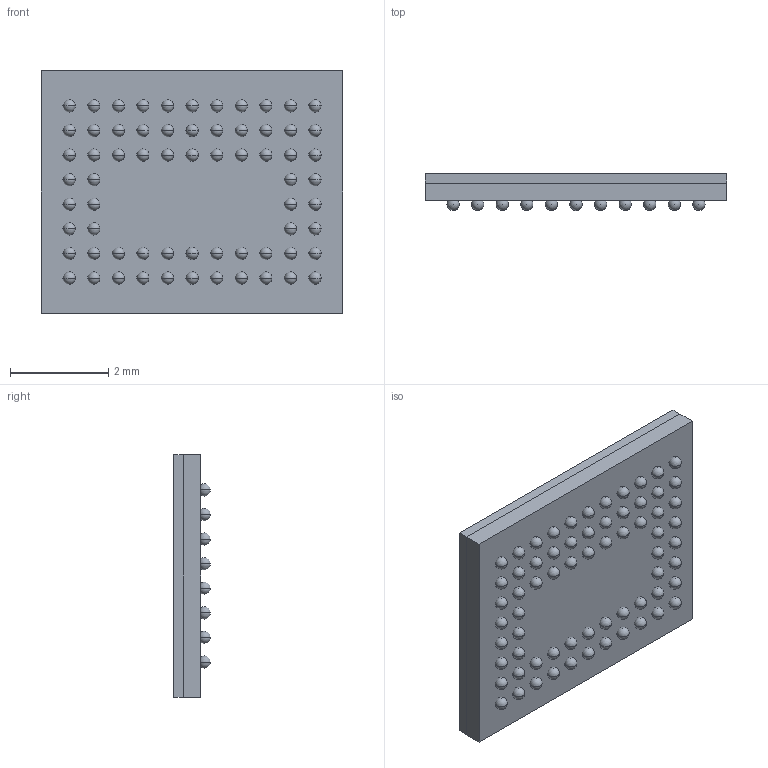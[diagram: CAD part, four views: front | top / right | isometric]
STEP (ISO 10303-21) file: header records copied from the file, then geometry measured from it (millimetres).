
FILE_DESCRIPTION (( 'STEP AP214' ), '1' );
FILE_NAME ( 'BGA_67NP50_11X8_613X493X75B25N.STEP', '2019-03-29T14:21:29', ( '' ), ( '' ), 'Part was generated with the free Library Expert Lite available at www.PCBLibraries.com. Removing line will violate the End User License Agreement.', '©2017 PCB Libraries, Inc.', '' );
FILE_SCHEMA (( 'AUTOMOTIVE_DESIGN' ));
Length unit declared in the file: millimetre
Products named in the file (1): BGA_67NP50_11X8_613X493X75B25N
Bounding box: 6.13 x 0.75 x 4.93 mm (x, y, z)
Volume: 17.1 mm3; surface area: 146.3 mm2
Topology: 69 solids, 69 shells, 149 faces, 499 edges, 355 vertices
Faces by surface type: sphere 134, plane 13, torus 2
Entity records: 4100 total; most frequent: DIRECTION 604, CARTESIAN_POINT 468, ORIENTED_EDGE 328, AXIS2_PLACEMENT_3D 290, STYLED_ITEM 219, PRESENTATION_LAYER_ASSIGNMENT 219, MECHANICAL_DESIGN_GEOMETRIC_PRESENTATION_REPRESENTATION 219, EDGE_CURVE 164
